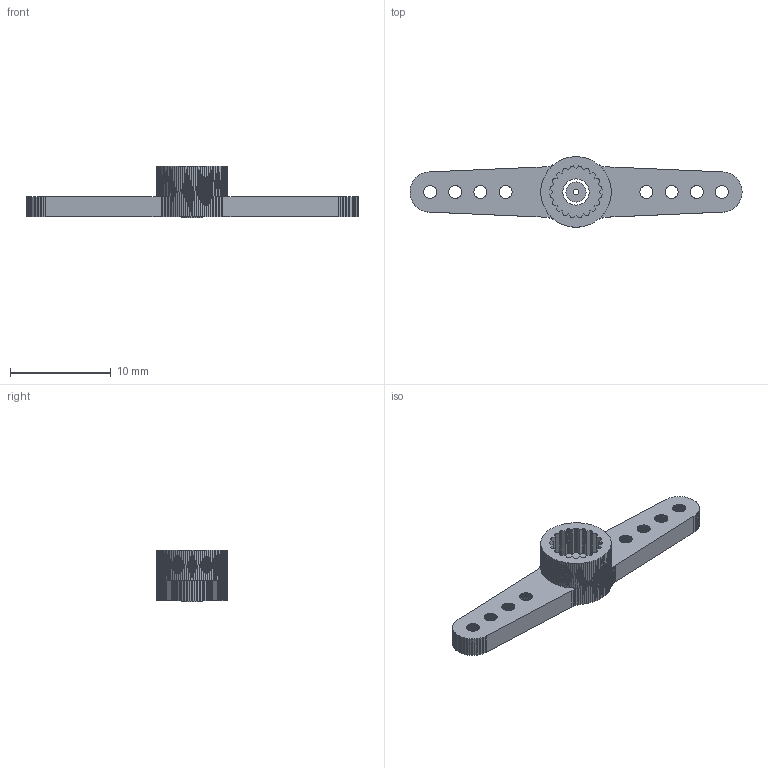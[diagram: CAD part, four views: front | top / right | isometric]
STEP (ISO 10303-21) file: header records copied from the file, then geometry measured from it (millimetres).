
FILE_DESCRIPTION(('STEP AP242'), '1');
FILE_NAME('忺欑鍆趌SG90_2', '', ('UNSPECIFIED'), ('UNSPECIFIED'), 'C3D Converter', 'C3D Toolkit', '');
FILE_SCHEMA(('AP242_MANAGED_MODEL_BASED_3D_ENGINEERING_MIM_LF { 1 0 10303 442 1 1 4 }'));
Length unit declared in the file: millimetre
Bounding box: 33 x 7 x 5.1 mm (x, y, z)
Volume: 320.4 mm3; surface area: 640.9 mm2
Topology: 2 solids, 2 shells, 919 faces, 2524 edges, 1611 vertices
Faces by surface type: plane 917, cylinder 2
Full cylindrical faces by diameter (mm): 0.58 x1, 2 x1
Entity records: 28338 total; most frequent: CARTESIAN_POINT 5053, ORIENTED_EDGE 5044, DIRECTION 4366, EDGE_CURVE 2522, LINE 2518, VECTOR 2518, VERTEX_POINT 1611, EDGE_LOOP 943
